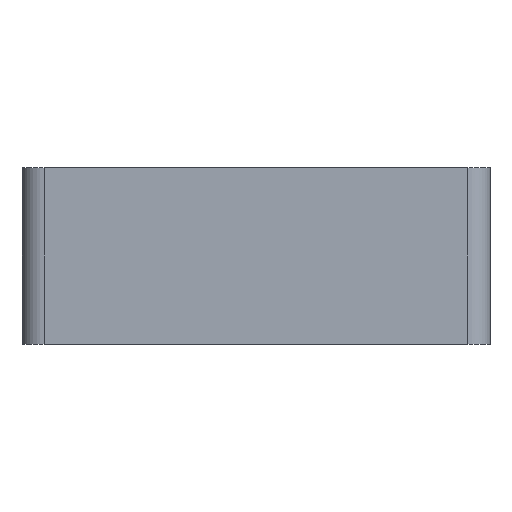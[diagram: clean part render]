
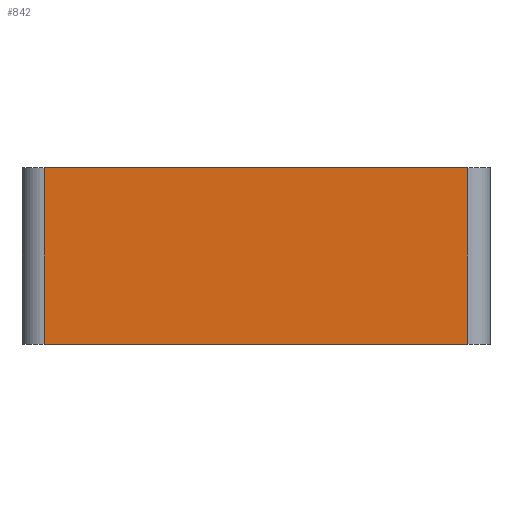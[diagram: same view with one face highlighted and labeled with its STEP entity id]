
A CAD part, front view. The second image highlights one B-rep face of the part: STEP entity #842.
In plain terms, the highlighted planar face has unit normal (0, -1, 0).
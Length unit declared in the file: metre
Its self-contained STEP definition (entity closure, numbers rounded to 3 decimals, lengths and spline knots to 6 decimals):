
#21=LINE('',#1244,#108);
#22=LINE('',#1247,#109);
#23=LINE('',#1249,#110);
#24=LINE('',#1251,#111);
#108=VECTOR('',#1001,1.);
#109=VECTOR('',#1002,1.);
#110=VECTOR('',#1003,1.);
#111=VECTOR('',#1004,1.);
#189=PLANE('',#907);
#233=ORIENTED_EDGE('',*,*,#463,.F.);
#234=ORIENTED_EDGE('',*,*,#464,.T.);
#235=ORIENTED_EDGE('',*,*,#465,.T.);
#236=ORIENTED_EDGE('',*,*,#466,.T.);
#463=EDGE_CURVE('',#578,#579,#21,.T.);
#464=EDGE_CURVE('',#578,#580,#22,.T.);
#465=EDGE_CURVE('',#580,#581,#23,.T.);
#466=EDGE_CURVE('',#581,#579,#24,.F.);
#578=VERTEX_POINT('',#1245);
#579=VERTEX_POINT('',#1246);
#580=VERTEX_POINT('',#1248);
#581=VERTEX_POINT('',#1250);
#680=EDGE_LOOP('',(#233,#234,#235,#236));
#755=FACE_BOUND('',#680,.T.);
#842=ADVANCED_FACE('',(#755),#189,.F.);
#907=AXIS2_PLACEMENT_3D('',#1243,#999,#1000);
#999=DIRECTION('',(0.,1.,0.));
#1000=DIRECTION('',(0.,0.,1.));
#1001=DIRECTION('',(1.,0.,0.));
#1002=DIRECTION('',(0.,0.,-1.));
#1003=DIRECTION('',(1.,0.,0.));
#1004=DIRECTION('',(0.,0.,-1.));
#1243=CARTESIAN_POINT('',(0.033655,0.,0.0254));
#1244=CARTESIAN_POINT('',(0.033655,0.,0.0254));
#1245=CARTESIAN_POINT('',(0.003175,0.,0.0254));
#1246=CARTESIAN_POINT('',(0.064135,0.,0.0254));
#1247=CARTESIAN_POINT('',(0.003175,0.,0.));
#1248=CARTESIAN_POINT('',(0.003175,0.,0.));
#1249=CARTESIAN_POINT('',(0.033655,0.,0.));
#1250=CARTESIAN_POINT('',(0.064135,0.,0.));
#1251=CARTESIAN_POINT('',(0.064135,0.,0.0254));
